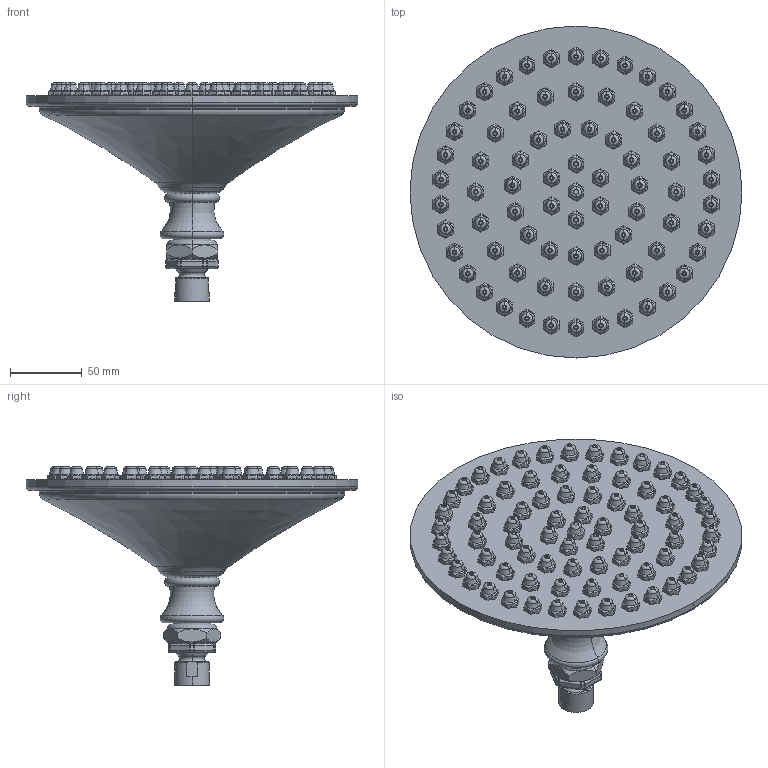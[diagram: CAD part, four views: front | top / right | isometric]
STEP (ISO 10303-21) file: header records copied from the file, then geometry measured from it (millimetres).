
FILE_DESCRIPTION((''),'2;1');
FILE_NAME('215','2021-03-16T16:09:40',('rsmith'),(''),'CREO PARAMETRIC BY PTC INC, 2018400','CREO PARAMETRIC BY PTC INC, 2018400','');
FILE_SCHEMA(('AUTOMOTIVE_DESIGN { 1 0 10303 214 1 1 1 1 }'));
Products named in the file (1): 215
Bounding box: 231.14 x 231.14 x 152.69 mm (x, y, z)
Volume: 1288580.7 mm3; surface area: 143794.8 mm2
Topology: 1 solids, 152 shells, 2182 faces, 4532 edges, 2736 vertices
Faces by surface type: plane 864, cylinder 644, cone 460, bspline 154, torus 34, sphere 26
Entity records: 84047 total; most frequent: CARTESIAN_POINT 22710, DIRECTION 10114, ORIENTED_EDGE 9064, PRESENTATION_STYLE_ASSIGNMENT 4693, STYLED_ITEM 4693, CURVE_STYLE 4532, EDGE_CURVE 4532, AXIS2_PLACEMENT_3D 4031
